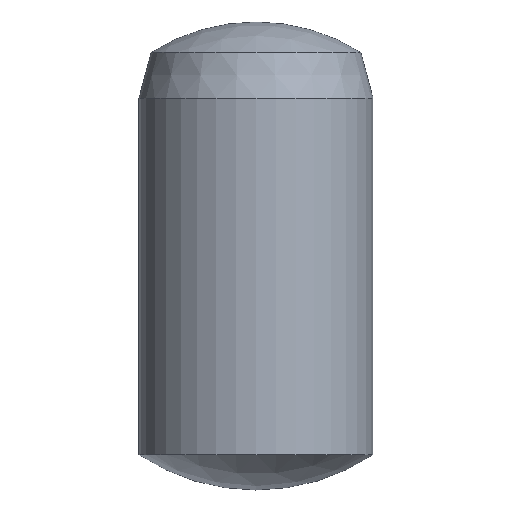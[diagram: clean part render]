
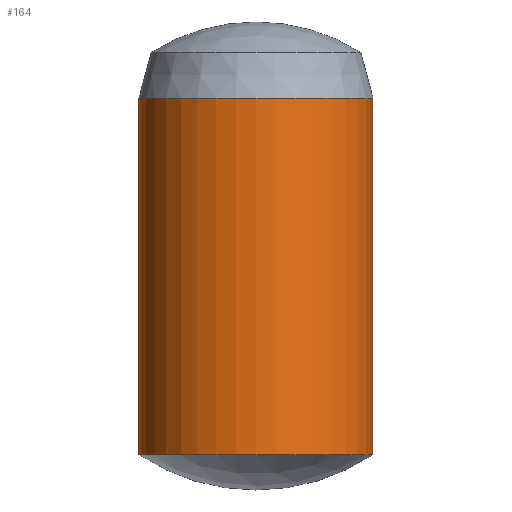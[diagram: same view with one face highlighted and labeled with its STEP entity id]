
A CAD part, left-side view. The second image highlights one B-rep face of the part: STEP entity #164.
In plain terms, the highlighted cylindrical face has radius 1 mm (diameter 2 mm), a partial arc.
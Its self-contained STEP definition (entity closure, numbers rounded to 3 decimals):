
#64 = VERTEX_POINT('',#65);
#65 = CARTESIAN_POINT('',(0.,-1.,1.35));
#72 = VERTEX_POINT('',#73);
#73 = CARTESIAN_POINT('',(0.,1.,1.35));
#95 = VERTEX_POINT('',#96);
#96 = CARTESIAN_POINT('',(0.,-1.,-1.7));
#97 = VERTEX_POINT('',#98);
#98 = CARTESIAN_POINT('',(0.,1.,-1.7));
#105 = EDGE_CURVE('',#97,#72,#106,.T.);
#106 = LINE('',#107,#108);
#107 = CARTESIAN_POINT('',(0.,1.,2.));
#108 = VECTOR('',#109,1.);
#109 = DIRECTION('',(-0.,0.,1.));
#112 = EDGE_CURVE('',#95,#64,#113,.T.);
#113 = LINE('',#114,#115);
#114 = CARTESIAN_POINT('',(0.,-1.,2.));
#115 = VECTOR('',#116,1.);
#116 = DIRECTION('',(-0.,0.,1.));
#153 = EDGE_CURVE('',#97,#95,#154,.T.);
#154 = CIRCLE('',#155,1.);
#155 = AXIS2_PLACEMENT_3D('',#156,#157,#158);
#156 = CARTESIAN_POINT('',(0.,0.,-1.7));
#157 = DIRECTION('',(-0.,0.,1.));
#158 = DIRECTION('',(0.,-1.,0.));
#164 = ADVANCED_FACE('',(#165),#177,.T.);
#165 = FACE_BOUND('',#166,.T.);
#166 = EDGE_LOOP('',(#167,#168,#169,#170));
#167 = ORIENTED_EDGE('',*,*,#105,.F.);
#168 = ORIENTED_EDGE('',*,*,#153,.T.);
#169 = ORIENTED_EDGE('',*,*,#112,.T.);
#170 = ORIENTED_EDGE('',*,*,#171,.F.);
#171 = EDGE_CURVE('',#72,#64,#172,.T.);
#172 = CIRCLE('',#173,1.);
#173 = AXIS2_PLACEMENT_3D('',#174,#175,#176);
#174 = CARTESIAN_POINT('',(0.,0.,1.35));
#175 = DIRECTION('',(-0.,0.,1.));
#176 = DIRECTION('',(0.,-1.,0.));
#177 = CYLINDRICAL_SURFACE('',#178,1.);
#178 = AXIS2_PLACEMENT_3D('',#179,#180,#181);
#179 = CARTESIAN_POINT('',(0.,0.,2.));
#180 = DIRECTION('',(-0.,0.,1.));
#181 = DIRECTION('',(0.,-1.,0.));
